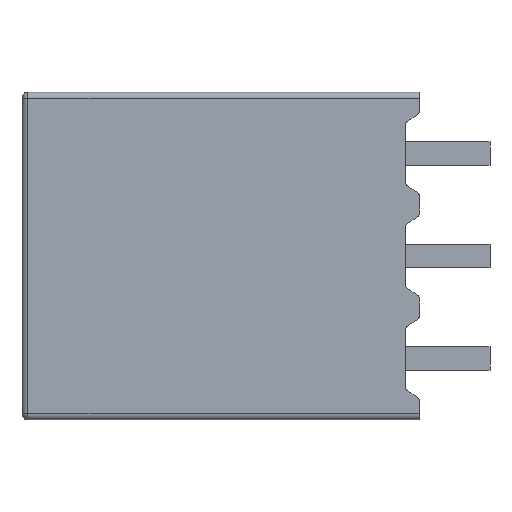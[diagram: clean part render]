
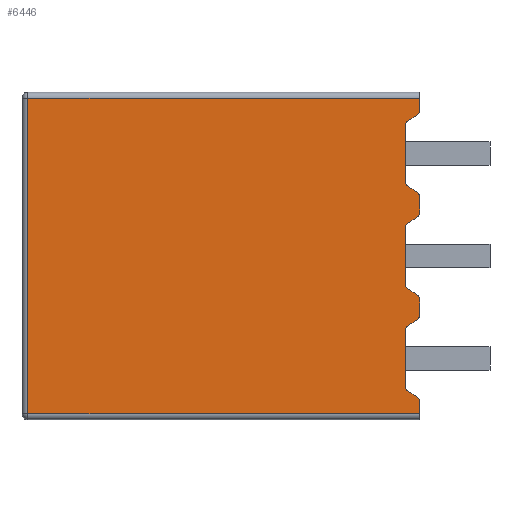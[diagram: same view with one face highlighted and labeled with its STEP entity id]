
A CAD part, left-side view. The second image highlights one B-rep face of the part: STEP entity #6446.
In plain terms, the highlighted planar face has unit normal (-1, 0, 0).
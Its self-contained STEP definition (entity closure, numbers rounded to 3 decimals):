
#45=CIRCLE('',#6699,0.2);
#47=CIRCLE('',#6703,0.2);
#49=CIRCLE('',#6707,0.2);
#51=CIRCLE('',#6711,0.2);
#53=CIRCLE('',#6714,0.2);
#55=CIRCLE('',#6718,0.2);
#57=CIRCLE('',#6722,0.2);
#59=CIRCLE('',#6726,0.2);
#61=CIRCLE('',#6730,0.2);
#63=CIRCLE('',#6734,0.2);
#65=CIRCLE('',#6738,0.2);
#67=CIRCLE('',#6742,0.2);
#462=ORIENTED_EDGE('',*,*,#1760,.T.);
#463=ORIENTED_EDGE('',*,*,#1761,.T.);
#464=ORIENTED_EDGE('',*,*,#1762,.F.);
#465=ORIENTED_EDGE('',*,*,#1749,.F.);
#466=ORIENTED_EDGE('',*,*,#1745,.T.);
#467=ORIENTED_EDGE('',*,*,#1742,.T.);
#468=ORIENTED_EDGE('',*,*,#1737,.T.);
#469=ORIENTED_EDGE('',*,*,#1724,.T.);
#470=ORIENTED_EDGE('',*,*,#1721,.T.);
#471=ORIENTED_EDGE('',*,*,#1719,.F.);
#472=ORIENTED_EDGE('',*,*,#1763,.F.);
#473=ORIENTED_EDGE('',*,*,#1711,.F.);
#474=ORIENTED_EDGE('',*,*,#1707,.T.);
#475=ORIENTED_EDGE('',*,*,#1704,.T.);
#476=ORIENTED_EDGE('',*,*,#1699,.T.);
#477=ORIENTED_EDGE('',*,*,#1686,.T.);
#478=ORIENTED_EDGE('',*,*,#1683,.T.);
#479=ORIENTED_EDGE('',*,*,#1681,.F.);
#480=ORIENTED_EDGE('',*,*,#1764,.F.);
#481=ORIENTED_EDGE('',*,*,#1677,.F.);
#482=ORIENTED_EDGE('',*,*,#1673,.T.);
#483=ORIENTED_EDGE('',*,*,#1670,.T.);
#484=ORIENTED_EDGE('',*,*,#1665,.T.);
#485=ORIENTED_EDGE('',*,*,#1652,.T.);
#486=ORIENTED_EDGE('',*,*,#1649,.T.);
#487=ORIENTED_EDGE('',*,*,#1647,.F.);
#488=ORIENTED_EDGE('',*,*,#1765,.F.);
#489=ORIENTED_EDGE('',*,*,#1766,.T.);
#1647=EDGE_CURVE('',#2303,#2300,#45,.T.);
#1649=EDGE_CURVE('',#2305,#2300,#2748,.T.);
#1652=EDGE_CURVE('',#2307,#2305,#47,.T.);
#1665=EDGE_CURVE('',#2319,#2307,#2762,.T.);
#1670=EDGE_CURVE('',#2323,#2319,#49,.T.);
#1673=EDGE_CURVE('',#2325,#2323,#2768,.T.);
#1677=EDGE_CURVE('',#2325,#2326,#51,.T.);
#1681=EDGE_CURVE('',#2331,#2328,#53,.T.);
#1683=EDGE_CURVE('',#2333,#2328,#2774,.T.);
#1686=EDGE_CURVE('',#2335,#2333,#55,.T.);
#1699=EDGE_CURVE('',#2347,#2335,#2788,.T.);
#1704=EDGE_CURVE('',#2351,#2347,#57,.T.);
#1707=EDGE_CURVE('',#2353,#2351,#2794,.T.);
#1711=EDGE_CURVE('',#2353,#2354,#59,.T.);
#1719=EDGE_CURVE('',#2363,#2360,#61,.T.);
#1721=EDGE_CURVE('',#2365,#2360,#2804,.T.);
#1724=EDGE_CURVE('',#2367,#2365,#63,.T.);
#1737=EDGE_CURVE('',#2379,#2367,#2818,.T.);
#1742=EDGE_CURVE('',#2383,#2379,#65,.T.);
#1745=EDGE_CURVE('',#2385,#2383,#2824,.T.);
#1749=EDGE_CURVE('',#2385,#2386,#67,.T.);
#1760=EDGE_CURVE('',#2394,#2395,#2834,.T.);
#1761=EDGE_CURVE('',#2395,#2396,#2835,.T.);
#1762=EDGE_CURVE('',#2386,#2396,#2836,.T.);
#1763=EDGE_CURVE('',#2354,#2363,#2837,.T.);
#1764=EDGE_CURVE('',#2326,#2331,#2838,.T.);
#1765=EDGE_CURVE('',#2397,#2303,#2839,.T.);
#1766=EDGE_CURVE('',#2397,#2394,#2840,.F.);
#2300=VERTEX_POINT('',#8548);
#2303=VERTEX_POINT('',#8553);
#2305=VERTEX_POINT('',#8559);
#2307=VERTEX_POINT('',#8565);
#2319=VERTEX_POINT('',#8591);
#2323=VERTEX_POINT('',#8601);
#2325=VERTEX_POINT('',#8607);
#2326=VERTEX_POINT('',#8611);
#2328=VERTEX_POINT('',#8617);
#2331=VERTEX_POINT('',#8622);
#2333=VERTEX_POINT('',#8628);
#2335=VERTEX_POINT('',#8634);
#2347=VERTEX_POINT('',#8660);
#2351=VERTEX_POINT('',#8670);
#2353=VERTEX_POINT('',#8676);
#2354=VERTEX_POINT('',#8680);
#2360=VERTEX_POINT('',#8695);
#2363=VERTEX_POINT('',#8700);
#2365=VERTEX_POINT('',#8706);
#2367=VERTEX_POINT('',#8712);
#2379=VERTEX_POINT('',#8738);
#2383=VERTEX_POINT('',#8748);
#2385=VERTEX_POINT('',#8754);
#2386=VERTEX_POINT('',#8758);
#2394=VERTEX_POINT('',#8784);
#2395=VERTEX_POINT('',#8785);
#2396=VERTEX_POINT('',#8787);
#2397=VERTEX_POINT('',#8792);
#2748=LINE('',#8558,#3316);
#2762=LINE('',#8590,#3330);
#2768=LINE('',#8606,#3336);
#2774=LINE('',#8627,#3342);
#2788=LINE('',#8659,#3356);
#2794=LINE('',#8675,#3362);
#2804=LINE('',#8705,#3372);
#2818=LINE('',#8737,#3386);
#2824=LINE('',#8753,#3392);
#2834=LINE('',#8783,#3402);
#2835=LINE('',#8786,#3403);
#2836=LINE('',#8788,#3404);
#2837=LINE('',#8789,#3405);
#2838=LINE('',#8790,#3406);
#2839=LINE('',#8791,#3407);
#2840=LINE('',#8793,#3408);
#3316=VECTOR('',#7203,1000.);
#3330=VECTOR('',#7225,1000.);
#3336=VECTOR('',#7239,1000.);
#3342=VECTOR('',#7259,1000.);
#3356=VECTOR('',#7281,1000.);
#3362=VECTOR('',#7295,1000.);
#3372=VECTOR('',#7321,1000.);
#3386=VECTOR('',#7343,1000.);
#3392=VECTOR('',#7357,1000.);
#3402=VECTOR('',#7389,1000.);
#3403=VECTOR('',#7390,1000.);
#3404=VECTOR('',#7391,1000.);
#3405=VECTOR('',#7392,1000.);
#3406=VECTOR('',#7393,1000.);
#3407=VECTOR('',#7394,1000.);
#3408=VECTOR('',#7395,1000.);
#3852=EDGE_LOOP('',(#462,#463,#464,#465,#466,#467,#468,#469,#470,#471,#472,
#473,#474,#475,#476,#477,#478,#479,#480,#481,#482,#483,#484,#485,#486,#487,
#488,#489));
#4130=FACE_BOUND('',#3852,.T.);
#4384=PLANE('',#6750);
#6446=ADVANCED_FACE('',(#4130),#4384,.F.);
#6699=AXIS2_PLACEMENT_3D('',#8554,#7198,#7199);
#6703=AXIS2_PLACEMENT_3D('',#8564,#7209,#7210);
#6707=AXIS2_PLACEMENT_3D('',#8600,#7233,#7234);
#6711=AXIS2_PLACEMENT_3D('',#8614,#7246,#7247);
#6714=AXIS2_PLACEMENT_3D('',#8623,#7254,#7255);
#6718=AXIS2_PLACEMENT_3D('',#8633,#7265,#7266);
#6722=AXIS2_PLACEMENT_3D('',#8669,#7289,#7290);
#6726=AXIS2_PLACEMENT_3D('',#8683,#7302,#7303);
#6730=AXIS2_PLACEMENT_3D('',#8701,#7316,#7317);
#6734=AXIS2_PLACEMENT_3D('',#8711,#7327,#7328);
#6738=AXIS2_PLACEMENT_3D('',#8747,#7351,#7352);
#6742=AXIS2_PLACEMENT_3D('',#8761,#7364,#7365);
#6750=AXIS2_PLACEMENT_3D('',#8782,#7387,#7388);
#7198=DIRECTION('',(1.,0.,0.));
#7199=DIRECTION('',(0.,0.,-1.));
#7203=DIRECTION('',(0.,-0.819,0.574));
#7209=DIRECTION('',(1.,0.,0.));
#7210=DIRECTION('',(0.,0.,-1.));
#7225=DIRECTION('',(0.,0.,1.));
#7233=DIRECTION('',(1.,0.,0.));
#7234=DIRECTION('',(0.,0.,-1.));
#7239=DIRECTION('',(0.,0.819,0.574));
#7246=DIRECTION('',(1.,0.,0.));
#7247=DIRECTION('',(0.,0.,-1.));
#7254=DIRECTION('',(1.,0.,0.));
#7255=DIRECTION('',(0.,0.,-1.));
#7259=DIRECTION('',(0.,-0.819,0.574));
#7265=DIRECTION('',(1.,0.,0.));
#7266=DIRECTION('',(0.,0.,-1.));
#7281=DIRECTION('',(0.,0.,1.));
#7289=DIRECTION('',(1.,0.,0.));
#7290=DIRECTION('',(0.,0.,-1.));
#7295=DIRECTION('',(0.,0.819,0.574));
#7302=DIRECTION('',(1.,0.,0.));
#7303=DIRECTION('',(0.,0.,-1.));
#7316=DIRECTION('',(1.,0.,0.));
#7317=DIRECTION('',(0.,0.,-1.));
#7321=DIRECTION('',(0.,-0.819,0.574));
#7327=DIRECTION('',(1.,0.,0.));
#7328=DIRECTION('',(0.,0.,-1.));
#7343=DIRECTION('',(0.,0.,1.));
#7351=DIRECTION('',(1.,0.,0.));
#7352=DIRECTION('',(0.,0.,-1.));
#7357=DIRECTION('',(0.,0.819,0.574));
#7364=DIRECTION('',(1.,0.,0.));
#7365=DIRECTION('',(0.,0.,-1.));
#7387=DIRECTION('',(1.,0.,0.));
#7388=DIRECTION('',(0.,0.,-1.));
#7389=DIRECTION('',(0.,0.,-1.));
#7390=DIRECTION('',(0.,-1.,0.));
#7391=DIRECTION('',(0.,0.,-1.));
#7392=DIRECTION('',(0.,0.,-1.));
#7393=DIRECTION('',(0.,0.,-1.));
#7394=DIRECTION('',(0.,0.,-1.));
#7395=DIRECTION('',(0.,-1.,0.));
#8548=CARTESIAN_POINT('',(-6.5,0.085,10.436));
#8553=CARTESIAN_POINT('',(-6.5,0.,10.6));
#8554=CARTESIAN_POINT('',(-6.5,0.2,10.6));
#8558=CARTESIAN_POINT('',(-6.5,0.415,10.205));
#8559=CARTESIAN_POINT('',(-6.5,0.415,10.205));
#8564=CARTESIAN_POINT('',(-6.5,0.3,10.042));
#8565=CARTESIAN_POINT('',(-6.5,0.5,10.042));
#8590=CARTESIAN_POINT('',(-6.5,0.5,8.158));
#8591=CARTESIAN_POINT('',(-6.5,0.5,8.158));
#8600=CARTESIAN_POINT('',(-6.5,0.3,8.158));
#8601=CARTESIAN_POINT('',(-6.5,0.415,7.995));
#8606=CARTESIAN_POINT('',(-6.5,0.085,7.764));
#8607=CARTESIAN_POINT('',(-6.5,0.085,7.764));
#8611=CARTESIAN_POINT('',(-6.5,0.,7.6));
#8614=CARTESIAN_POINT('',(-6.5,0.2,7.6));
#8617=CARTESIAN_POINT('',(-6.5,0.085,6.936));
#8622=CARTESIAN_POINT('',(-6.5,0.,7.1));
#8623=CARTESIAN_POINT('',(-6.5,0.2,7.1));
#8627=CARTESIAN_POINT('',(-6.5,0.415,6.705));
#8628=CARTESIAN_POINT('',(-6.5,0.415,6.705));
#8633=CARTESIAN_POINT('',(-6.5,0.3,6.542));
#8634=CARTESIAN_POINT('',(-6.5,0.5,6.542));
#8659=CARTESIAN_POINT('',(-6.5,0.5,4.658));
#8660=CARTESIAN_POINT('',(-6.5,0.5,4.658));
#8669=CARTESIAN_POINT('',(-6.5,0.3,4.658));
#8670=CARTESIAN_POINT('',(-6.5,0.415,4.495));
#8675=CARTESIAN_POINT('',(-6.5,0.085,4.264));
#8676=CARTESIAN_POINT('',(-6.5,0.085,4.264));
#8680=CARTESIAN_POINT('',(-6.5,0.,4.1));
#8683=CARTESIAN_POINT('',(-6.5,0.2,4.1));
#8695=CARTESIAN_POINT('',(-6.5,0.085,3.436));
#8700=CARTESIAN_POINT('',(-6.5,0.,3.6));
#8701=CARTESIAN_POINT('',(-6.5,0.2,3.6));
#8705=CARTESIAN_POINT('',(-6.5,0.415,3.205));
#8706=CARTESIAN_POINT('',(-6.5,0.415,3.205));
#8711=CARTESIAN_POINT('',(-6.5,0.3,3.042));
#8712=CARTESIAN_POINT('',(-6.5,0.5,3.042));
#8737=CARTESIAN_POINT('',(-6.5,0.5,1.158));
#8738=CARTESIAN_POINT('',(-6.5,0.5,1.158));
#8747=CARTESIAN_POINT('',(-6.5,0.3,1.158));
#8748=CARTESIAN_POINT('',(-6.5,0.415,0.995));
#8753=CARTESIAN_POINT('',(-6.5,0.085,0.764));
#8754=CARTESIAN_POINT('',(-6.5,0.085,0.764));
#8758=CARTESIAN_POINT('',(-6.5,0.,0.6));
#8761=CARTESIAN_POINT('',(-6.5,0.2,0.6));
#8782=CARTESIAN_POINT('',(-6.5,13.4,11.2));
#8783=CARTESIAN_POINT('',(-6.5,13.4,11.2));
#8784=CARTESIAN_POINT('',(-6.5,13.4,11.));
#8785=CARTESIAN_POINT('',(-6.5,13.4,0.2));
#8786=CARTESIAN_POINT('',(-6.5,13.4,0.2));
#8787=CARTESIAN_POINT('',(-6.5,0.,0.2));
#8788=CARTESIAN_POINT('',(-6.5,0.,11.2));
#8789=CARTESIAN_POINT('',(-6.5,0.,11.2));
#8790=CARTESIAN_POINT('',(-6.5,0.,11.2));
#8791=CARTESIAN_POINT('',(-6.5,0.,11.2));
#8792=CARTESIAN_POINT('',(-6.5,0.,11.));
#8793=CARTESIAN_POINT('',(-6.5,13.4,11.));
